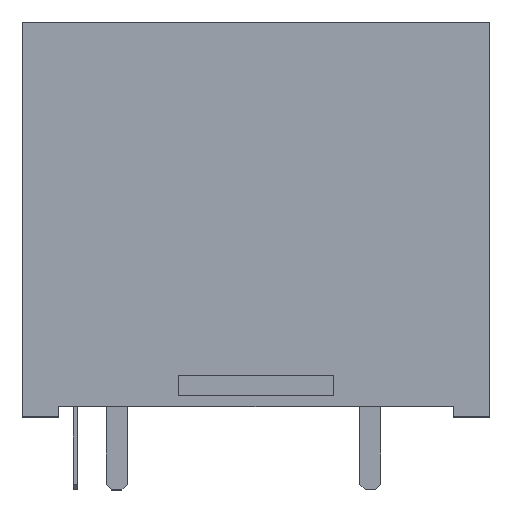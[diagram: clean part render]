
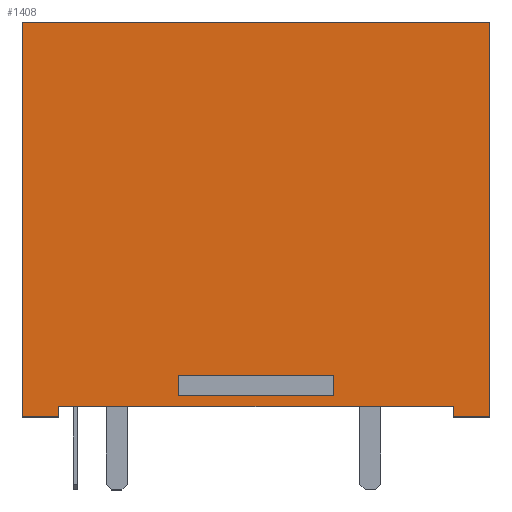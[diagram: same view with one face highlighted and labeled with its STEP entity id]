
A CAD part, top view. The second image highlights one B-rep face of the part: STEP entity #1408.
In plain terms, the highlighted planar face has unit normal (0, 0, 1).
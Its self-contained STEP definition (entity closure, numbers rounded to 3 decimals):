
#11 = CARTESIAN_POINT ( 'NONE',  ( -3.75, -7.5, 8.25 ) ) ;
#26 = CARTESIAN_POINT ( 'NONE',  ( -11.25, 9.5, 8.25 ) ) ;
#31 = ORIENTED_EDGE ( 'NONE', *, *, #884, .F. ) ;
#34 = DIRECTION ( 'NONE',  ( 0., -1., 0. ) ) ;
#44 = VECTOR ( 'NONE', #34, 1000. ) ;
#73 = VECTOR ( 'NONE', #298, 1000. ) ;
#100 = CARTESIAN_POINT ( 'NONE',  ( 3.75, -8.5, 8.25 ) ) ;
#107 = ORIENTED_EDGE ( 'NONE', *, *, #1637, .F. ) ;
#113 = LINE ( 'NONE', #11, #874 ) ;
#133 = EDGE_CURVE ( 'NONE', #1121, #1178, #137, .T. ) ;
#137 = LINE ( 'NONE', #370, #1607 ) ;
#141 = CARTESIAN_POINT ( 'NONE',  ( -11.25, -9.5, 8.25 ) ) ;
#176 = ORIENTED_EDGE ( 'NONE', *, *, #1625, .T. ) ;
#189 = CARTESIAN_POINT ( 'NONE',  ( 3.75, -7.5, 8.25 ) ) ;
#204 = CARTESIAN_POINT ( 'NONE',  ( 9.5, -9., 8.25 ) ) ;
#208 = ORIENTED_EDGE ( 'NONE', *, *, #1559, .F. ) ;
#213 = LINE ( 'NONE', #1942, #1320 ) ;
#254 = VECTOR ( 'NONE', #1522, 1000. ) ;
#276 = ORIENTED_EDGE ( 'NONE', *, *, #1946, .T. ) ;
#298 = DIRECTION ( 'NONE',  ( 0., -1., 0. ) ) ;
#319 = CARTESIAN_POINT ( 'NONE',  ( -3.75, -7.5, 8.25 ) ) ;
#323 = VERTEX_POINT ( 'NONE', #319 ) ;
#350 = DIRECTION ( 'NONE',  ( 0., 1., 0. ) ) ;
#355 = FACE_BOUND ( 'NONE', #707, .T. ) ;
#370 = CARTESIAN_POINT ( 'NONE',  ( -11.25, 9.5, 8.25 ) ) ;
#379 = LINE ( 'NONE', #1821, #254 ) ;
#417 = LINE ( 'NONE', #189, #1892 ) ;
#439 = CARTESIAN_POINT ( 'NONE',  ( -9.5, -9., 8.25 ) ) ;
#441 = ORIENTED_EDGE ( 'NONE', *, *, #133, .T. ) ;
#456 = CARTESIAN_POINT ( 'NONE',  ( -11.25, -9.5, 8.25 ) ) ;
#477 = CARTESIAN_POINT ( 'NONE',  ( 11.25, 9.5, 8.25 ) ) ;
#483 = VERTEX_POINT ( 'NONE', #1577 ) ;
#487 = VERTEX_POINT ( 'NONE', #674 ) ;
#488 = CARTESIAN_POINT ( 'NONE',  ( -11.25, -9.5, 8.25 ) ) ;
#505 = ORIENTED_EDGE ( 'NONE', *, *, #1047, .F. ) ;
#584 = DIRECTION ( 'NONE',  ( 1., 0., 0. ) ) ;
#595 = LINE ( 'NONE', #913, #1338 ) ;
#607 = VERTEX_POINT ( 'NONE', #1436 ) ;
#627 = LINE ( 'NONE', #439, #73 ) ;
#643 = VECTOR ( 'NONE', #584, 1000. ) ;
#674 = CARTESIAN_POINT ( 'NONE',  ( -3.75, -8.5, 8.25 ) ) ;
#707 = EDGE_LOOP ( 'NONE', ( #107, #882, #208, #1541 ) ) ;
#716 = CARTESIAN_POINT ( 'NONE',  ( -9.5, -9., 8.25 ) ) ;
#719 = VERTEX_POINT ( 'NONE', #716 ) ;
#728 = DIRECTION ( 'NONE',  ( 1., 0., 0. ) ) ;
#797 = EDGE_CURVE ( 'NONE', #1459, #1121, #213, .T. ) ;
#811 = CARTESIAN_POINT ( 'NONE',  ( 9.5, -9.5, 8.25 ) ) ;
#823 = EDGE_CURVE ( 'NONE', #487, #1269, #831, .T. ) ;
#829 = LINE ( 'NONE', #26, #44 ) ;
#831 = LINE ( 'NONE', #1622, #1025 ) ;
#874 = VECTOR ( 'NONE', #1962, 1000. ) ;
#882 = ORIENTED_EDGE ( 'NONE', *, *, #823, .F. ) ;
#884 = EDGE_CURVE ( 'NONE', #719, #607, #627, .T. ) ;
#885 = CARTESIAN_POINT ( 'NONE',  ( 0., 0., 8.25 ) ) ;
#913 = CARTESIAN_POINT ( 'NONE',  ( -3.75, -7.5, 8.25 ) ) ;
#1025 = VECTOR ( 'NONE', #1461, 1000. ) ;
#1035 = LINE ( 'NONE', #456, #643 ) ;
#1047 = EDGE_CURVE ( 'NONE', #1687, #719, #1504, .T. ) ;
#1057 = LINE ( 'NONE', #141, #1386 ) ;
#1061 = VERTEX_POINT ( 'NONE', #488 ) ;
#1069 = EDGE_CURVE ( 'NONE', #1178, #1061, #829, .T. ) ;
#1121 = VERTEX_POINT ( 'NONE', #477 ) ;
#1178 = VERTEX_POINT ( 'NONE', #1413 ) ;
#1246 = ORIENTED_EDGE ( 'NONE', *, *, #1069, .T. ) ;
#1250 = FACE_OUTER_BOUND ( 'NONE', #1296, .T. ) ;
#1269 = VERTEX_POINT ( 'NONE', #100 ) ;
#1296 = EDGE_LOOP ( 'NONE', ( #1565, #176, #1326, #441, #1246, #276, #31, #505 ) ) ;
#1320 = VECTOR ( 'NONE', #1774, 1000. ) ;
#1326 = ORIENTED_EDGE ( 'NONE', *, *, #797, .T. ) ;
#1338 = VECTOR ( 'NONE', #1666, 1000. ) ;
#1348 = PLANE ( 'NONE',  #1549 ) ;
#1386 = VECTOR ( 'NONE', #1503, 1000. ) ;
#1391 = CARTESIAN_POINT ( 'NONE',  ( -9.5, -9., 8.25 ) ) ;
#1408 = ADVANCED_FACE ( 'NONE', ( #1250, #355 ), #1348, .T. ) ;
#1413 = CARTESIAN_POINT ( 'NONE',  ( -11.25, 9.5, 8.25 ) ) ;
#1436 = CARTESIAN_POINT ( 'NONE',  ( -9.5, -9.5, 8.25 ) ) ;
#1459 = VERTEX_POINT ( 'NONE', #1656 ) ;
#1461 = DIRECTION ( 'NONE',  ( 1., 0., 0. ) ) ;
#1503 = DIRECTION ( 'NONE',  ( 1., 0., 0. ) ) ;
#1504 = LINE ( 'NONE', #1391, #1917 ) ;
#1522 = DIRECTION ( 'NONE',  ( 0., -1., 0. ) ) ;
#1541 = ORIENTED_EDGE ( 'NONE', *, *, #1585, .F. ) ;
#1549 = AXIS2_PLACEMENT_3D ( 'NONE', #885, #1805, #728 ) ;
#1559 = EDGE_CURVE ( 'NONE', #323, #487, #113, .T. ) ;
#1565 = ORIENTED_EDGE ( 'NONE', *, *, #1970, .T. ) ;
#1577 = CARTESIAN_POINT ( 'NONE',  ( 3.75, -7.5, 8.25 ) ) ;
#1581 = DIRECTION ( 'NONE',  ( -1., 0., 0. ) ) ;
#1585 = EDGE_CURVE ( 'NONE', #483, #323, #595, .T. ) ;
#1607 = VECTOR ( 'NONE', #1581, 1000. ) ;
#1622 = CARTESIAN_POINT ( 'NONE',  ( -3.75, -8.5, 8.25 ) ) ;
#1625 = EDGE_CURVE ( 'NONE', #1712, #1459, #1057, .T. ) ;
#1637 = EDGE_CURVE ( 'NONE', #1269, #483, #417, .T. ) ;
#1656 = CARTESIAN_POINT ( 'NONE',  ( 11.25, -9.5, 8.25 ) ) ;
#1666 = DIRECTION ( 'NONE',  ( -1., 0., 0. ) ) ;
#1683 = DIRECTION ( 'NONE',  ( -1., 0., 0. ) ) ;
#1687 = VERTEX_POINT ( 'NONE', #204 ) ;
#1712 = VERTEX_POINT ( 'NONE', #811 ) ;
#1774 = DIRECTION ( 'NONE',  ( 0., 1., 0. ) ) ;
#1805 = DIRECTION ( 'NONE',  ( 0., 0., 1. ) ) ;
#1821 = CARTESIAN_POINT ( 'NONE',  ( 9.5, -9., 8.25 ) ) ;
#1892 = VECTOR ( 'NONE', #350, 1000. ) ;
#1917 = VECTOR ( 'NONE', #1683, 1000. ) ;
#1942 = CARTESIAN_POINT ( 'NONE',  ( 11.25, 9.5, 8.25 ) ) ;
#1946 = EDGE_CURVE ( 'NONE', #1061, #607, #1035, .T. ) ;
#1962 = DIRECTION ( 'NONE',  ( 0., -1., 0. ) ) ;
#1970 = EDGE_CURVE ( 'NONE', #1687, #1712, #379, .T. ) ;
